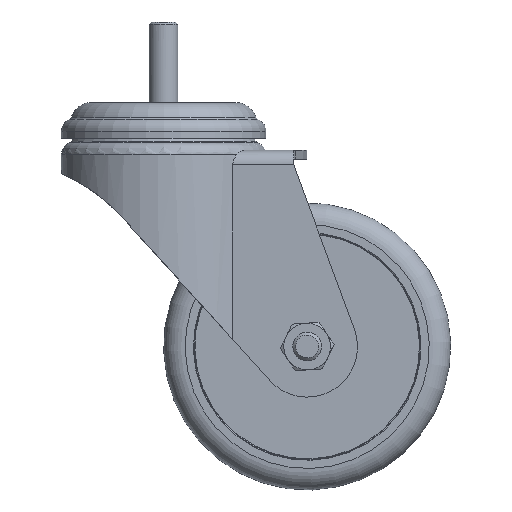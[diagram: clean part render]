
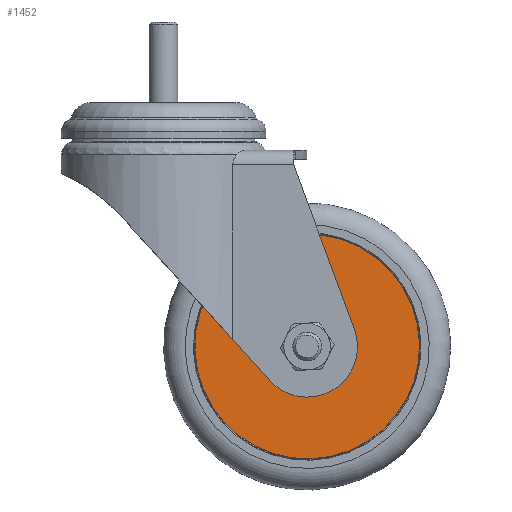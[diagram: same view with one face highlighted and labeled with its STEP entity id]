
A CAD part, front view. The second image highlights one B-rep face of the part: STEP entity #1452.
In plain terms, the highlighted face is planar.
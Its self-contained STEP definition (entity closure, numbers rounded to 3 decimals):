
#1452=ADVANCED_FACE('',(#1689,#1690),#1691,.T.);
#1689=FACE_BOUND('',#2136,.T.);
#1690=FACE_OUTER_BOUND('',#2137,.T.);
#1691=PLANE('',#2138);
#2136=EDGE_LOOP('',(#2621));
#2137=EDGE_LOOP('',(#2622));
#2138=AXIS2_PLACEMENT_3D('',#2623,#2624,#2625);
#2621=ORIENTED_EDGE('',*,*,#3795,.T.);
#2622=ORIENTED_EDGE('',*,*,#3797,.T.);
#2623=CARTESIAN_POINT('',(20.75,0.0,-15.5));
#2624=DIRECTION('',(0.0,0.0,-1.0));
#2625=DIRECTION('',(-1.0,0.0,0.0));
#3795=EDGE_CURVE('',#4170,#4170,#4171,.F.);
#3797=EDGE_CURVE('',#4174,#4174,#4175,.T.);
#4170=VERTEX_POINT('',#4782);
#4171=CIRCLE('',#4783,10.2);
#4174=VERTEX_POINT('',#4786);
#4175=CIRCLE('',#4787,31.3);
#4782=CARTESIAN_POINT('',(-10.2,0.,-15.5));
#4783=AXIS2_PLACEMENT_3D('',#6133,#6134,#6135);
#4786=CARTESIAN_POINT('',(-31.3,0.0,-15.5));
#4787=AXIS2_PLACEMENT_3D('',#6139,#6140,#6141);
#6133=CARTESIAN_POINT('',(0.0,0.0,-15.5));
#6134=DIRECTION('',(0.0,0.0,-1.0));
#6135=DIRECTION('',(-1.0,0.0,0.0));
#6139=CARTESIAN_POINT('',(0.0,0.0,-15.5));
#6140=DIRECTION('',(0.0,0.0,-1.0));
#6141=DIRECTION('',(-1.0,0.0,0.0));
